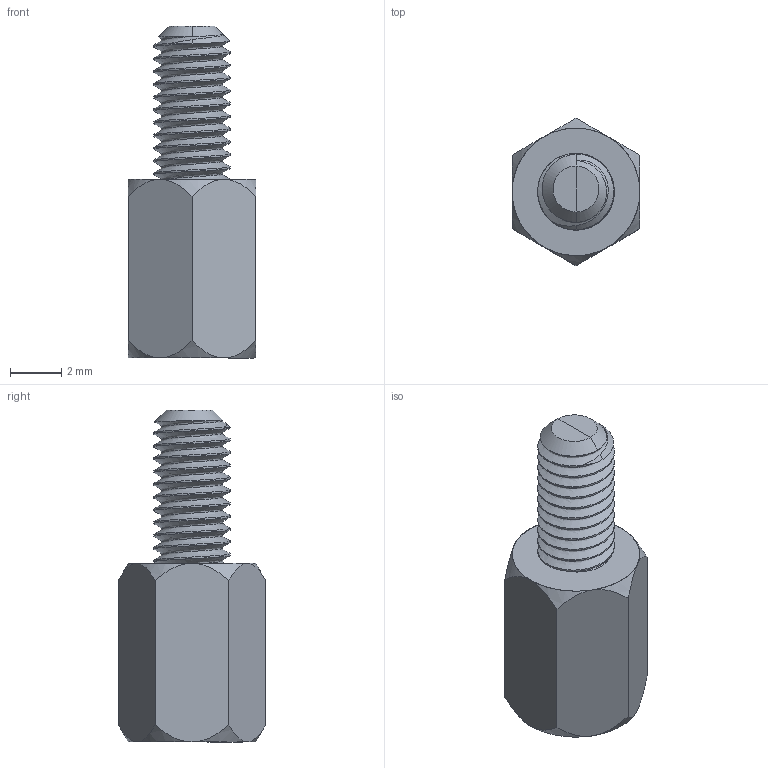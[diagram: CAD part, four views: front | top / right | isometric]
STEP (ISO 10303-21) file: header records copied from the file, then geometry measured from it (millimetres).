
FILE_DESCRIPTION(/* description */ (''),/* implementation_level */ '2;1');
FILE_NAME(/* name */ 'HEC4CB~1',/* time_stamp */ '2015-10-30T21:25:11+01:00',/* author */ (''),/* organization */ (''),/* preprocessor_version */ 'ST-DEVELOPER v14',/* originating_system */ '',/* authorisation */ '');
FILE_SCHEMA (('AUTOMOTIVE_DESIGN'));
Length unit declared in the file: millimetre
Products named in the file (1): Document
Bounding box: 5 x 5.77 x 13 mm (x, y, z)
Surface area: 268.1 mm2 (no closed solid volume)
Topology: 0 solids, 3 shells, 39 faces, 96 edges, 59 vertices
Faces by surface type: bspline 30, plane 9
Entity records: 23136 total; most frequent: CARTESIAN_POINT 22525, ORIENTED_EDGE 176, EDGE_CURVE 94, B_SPLINE_CURVE_WITH_KNOTS 71, VERTEX_POINT 59, EDGE_LOOP 40, ADVANCED_FACE 39, FACE_OUTER_BOUND 39
